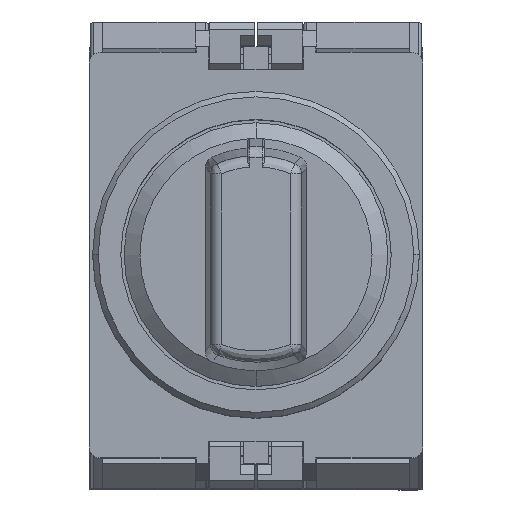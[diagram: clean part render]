
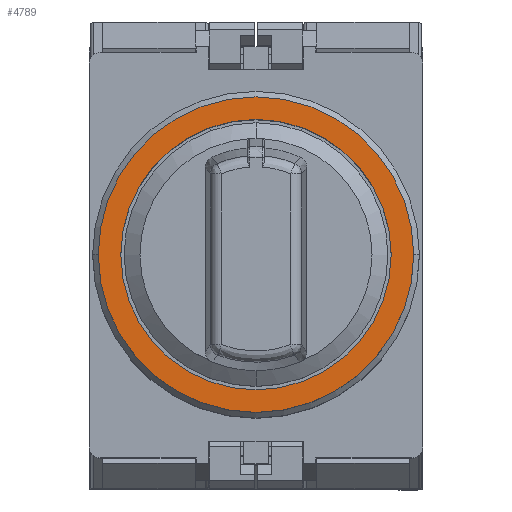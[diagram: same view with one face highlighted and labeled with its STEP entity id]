
A CAD part, top view. The second image highlights one B-rep face of the part: STEP entity #4789.
In plain terms, the highlighted planar face has unit normal (0, 0, 1).
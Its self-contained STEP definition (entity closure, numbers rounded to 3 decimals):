
#583 = CARTESIAN_POINT ( 'NONE',  ( 0., 0., 13. ) ) ;
#954 = CARTESIAN_POINT ( 'NONE',  ( 0., 0., 13. ) ) ;
#1571 = CIRCLE ( 'NONE', #14803, 14. ) ;
#1767 = DIRECTION ( 'NONE',  ( 0., 0., -1. ) ) ;
#2548 = AXIS2_PLACEMENT_3D ( 'NONE', #17983, #1767, #9004 ) ;
#2731 = CIRCLE ( 'NONE', #15969, 12. ) ;
#3198 = CARTESIAN_POINT ( 'NONE',  ( 0., 0., 13. ) ) ;
#3551 = FACE_OUTER_BOUND ( 'NONE', #11716, .T. ) ;
#4789 = ADVANCED_FACE ( 'NONE', ( #19775, #3551 ), #10776, .F. ) ;
#4966 = ORIENTED_EDGE ( 'NONE', *, *, #19778, .F. ) ;
#5202 = ORIENTED_EDGE ( 'NONE', *, *, #12592, .F. ) ;
#5850 = EDGE_CURVE ( 'NONE', #7721, #19700, #5944, .T. ) ;
#5944 = CIRCLE ( 'NONE', #19150, 14. ) ;
#6484 = DIRECTION ( 'NONE',  ( 0., 0., 1. ) ) ;
#6871 = ORIENTED_EDGE ( 'NONE', *, *, #5850, .F. ) ;
#7721 = VERTEX_POINT ( 'NONE', #8117 ) ;
#7805 = DIRECTION ( 'NONE',  ( 0., 0., -1. ) ) ;
#8117 = CARTESIAN_POINT ( 'NONE',  ( 14., 0., 13. ) ) ;
#8180 = DIRECTION ( 'NONE',  ( 0., 0., -1. ) ) ;
#8596 = CARTESIAN_POINT ( 'NONE',  ( 12., 0., 13. ) ) ;
#9004 = DIRECTION ( 'NONE',  ( -1., 0., 0. ) ) ;
#10295 = ORIENTED_EDGE ( 'NONE', *, *, #20454, .F. ) ;
#10427 = DIRECTION ( 'NONE',  ( 0., 0., 1. ) ) ;
#10776 = PLANE ( 'NONE',  #2548 ) ;
#11716 = EDGE_LOOP ( 'NONE', ( #6871, #5202 ) ) ;
#11748 = EDGE_LOOP ( 'NONE', ( #10295, #4966 ) ) ;
#11783 = VERTEX_POINT ( 'NONE', #8596 ) ;
#12592 = EDGE_CURVE ( 'NONE', #19700, #7721, #1571, .T. ) ;
#13300 = CIRCLE ( 'NONE', #16330, 12. ) ;
#13608 = CARTESIAN_POINT ( 'NONE',  ( -14., 0., 13. ) ) ;
#13677 = DIRECTION ( 'NONE',  ( 1., 0., 0. ) ) ;
#14803 = AXIS2_PLACEMENT_3D ( 'NONE', #954, #8180, #15385 ) ;
#14915 = CARTESIAN_POINT ( 'NONE',  ( -12., 0., 13. ) ) ;
#15010 = DIRECTION ( 'NONE',  ( 1., 0., 0. ) ) ;
#15385 = DIRECTION ( 'NONE',  ( 1., 0., 0. ) ) ;
#15969 = AXIS2_PLACEMENT_3D ( 'NONE', #22675, #6484, #13677 ) ;
#16330 = AXIS2_PLACEMENT_3D ( 'NONE', #3198, #10427, #17635 ) ;
#17635 = DIRECTION ( 'NONE',  ( 1., 0., 0. ) ) ;
#17983 = CARTESIAN_POINT ( 'NONE',  ( 14.168, -14.168, 13. ) ) ;
#19150 = AXIS2_PLACEMENT_3D ( 'NONE', #583, #7805, #15010 ) ;
#19700 = VERTEX_POINT ( 'NONE', #13608 ) ;
#19775 = FACE_BOUND ( 'NONE', #11748, .T. ) ;
#19778 = EDGE_CURVE ( 'NONE', #21486, #11783, #13300, .T. ) ;
#20454 = EDGE_CURVE ( 'NONE', #11783, #21486, #2731, .T. ) ;
#21486 = VERTEX_POINT ( 'NONE', #14915 ) ;
#22675 = CARTESIAN_POINT ( 'NONE',  ( 0., 0., 13. ) ) ;
